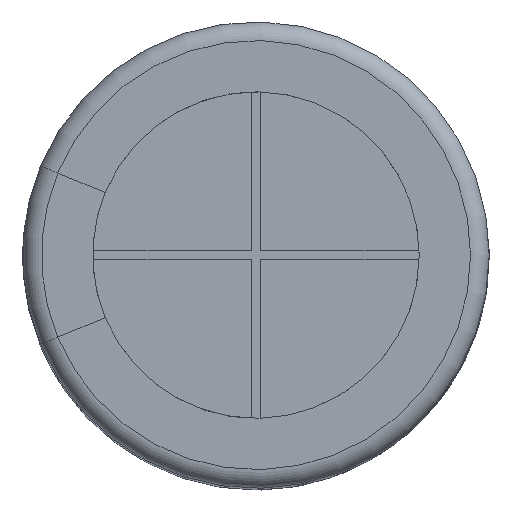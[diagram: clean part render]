
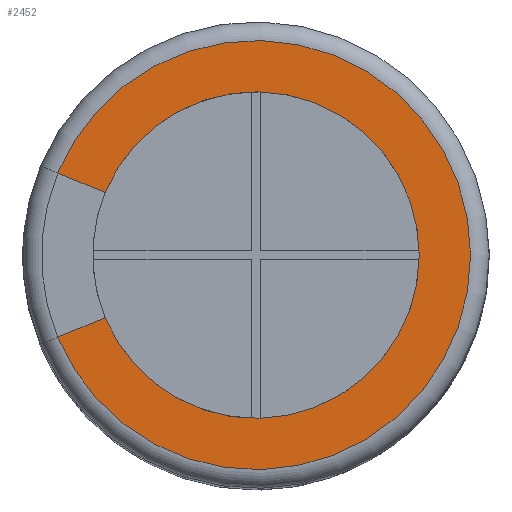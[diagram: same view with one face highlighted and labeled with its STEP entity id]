
A CAD part, top view. The second image highlights one B-rep face of the part: STEP entity #2452.
In plain terms, the highlighted planar face has unit normal (0, 0, 1).
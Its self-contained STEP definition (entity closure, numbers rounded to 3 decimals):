
#2114 = TOROIDAL_SURFACE('',#2115,2.3,0.2);
#2115 = AXIS2_PLACEMENT_3D('',#2116,#2117,#2118);
#2116 = CARTESIAN_POINT('',(0.,0.,10.8));
#2117 = DIRECTION('',(0.,0.,1.));
#2118 = DIRECTION('',(-0.924,0.383,0.));
#2131 = VERTEX_POINT('',#2132);
#2132 = CARTESIAN_POINT('',(-2.125,0.88,11.));
#2154 = VERTEX_POINT('',#2155);
#2155 = CARTESIAN_POINT('',(-2.125,-0.88,11.));
#2170 = PLANE('',#2171);
#2171 = AXIS2_PLACEMENT_3D('',#2172,#2173,#2174);
#2172 = CARTESIAN_POINT('',(0.,0.,11.));
#2173 = DIRECTION('',(0.,-0.,-1.));
#2174 = DIRECTION('',(-0.924,-0.383,0.));
#2340 = EDGE_CURVE('',#2131,#2154,#2341,.T.);
#2341 = SURFACE_CURVE('',#2342,(#2347,#2354),.PCURVE_S1.);
#2342 = CIRCLE('',#2343,2.3);
#2343 = AXIS2_PLACEMENT_3D('',#2344,#2345,#2346);
#2344 = CARTESIAN_POINT('',(0.,0.,11.));
#2345 = DIRECTION('',(0.,0.,-1.));
#2346 = DIRECTION('',(-0.924,0.383,0.));
#2347 = PCURVE('',#2114,#2348);
#2348 = DEFINITIONAL_REPRESENTATION('',(#2349),#2353);
#2349 = LINE('',#2350,#2351);
#2350 = CARTESIAN_POINT('',(-0.,1.571));
#2351 = VECTOR('',#2352,1.);
#2352 = DIRECTION('',(-1.,0.));
#2353 = ( GEOMETRIC_REPRESENTATION_CONTEXT(2)
PARAMETRIC_REPRESENTATION_CONTEXT() REPRESENTATION_CONTEXT('2D SPACE',''
) );
#2354 = PCURVE('',#2355,#2360);
#2355 = PLANE('',#2356);
#2356 = AXIS2_PLACEMENT_3D('',#2357,#2358,#2359);
#2357 = CARTESIAN_POINT('',(0.,0.,11.));
#2358 = DIRECTION('',(-0.,0.,-1.));
#2359 = DIRECTION('',(-0.924,0.383,0.));
#2360 = DEFINITIONAL_REPRESENTATION('',(#2361),#2365);
#2361 = CIRCLE('',#2362,2.3);
#2362 = AXIS2_PLACEMENT_2D('',#2363,#2364);
#2363 = CARTESIAN_POINT('',(0.,0.));
#2364 = DIRECTION('',(1.,0.));
#2365 = ( GEOMETRIC_REPRESENTATION_CONTEXT(2)
PARAMETRIC_REPRESENTATION_CONTEXT() REPRESENTATION_CONTEXT('2D SPACE',''
) );
#2372 = EDGE_CURVE('',#2131,#2373,#2375,.T.);
#2373 = VERTEX_POINT('',#2374);
#2374 = CARTESIAN_POINT('',(-1.617,0.67,11.));
#2375 = SURFACE_CURVE('',#2376,(#2380,#2387),.PCURVE_S1.);
#2376 = LINE('',#2377,#2378);
#2377 = CARTESIAN_POINT('',(-2.125,0.88,11.));
#2378 = VECTOR('',#2379,1.);
#2379 = DIRECTION('',(0.924,-0.383,0.));
#2380 = PCURVE('',#2170,#2381);
#2381 = DEFINITIONAL_REPRESENTATION('',(#2382),#2386);
#2382 = LINE('',#2383,#2384);
#2383 = CARTESIAN_POINT('',(1.626,1.626));
#2384 = VECTOR('',#2385,1.);
#2385 = DIRECTION('',(-0.707,-0.707));
#2386 = ( GEOMETRIC_REPRESENTATION_CONTEXT(2)
PARAMETRIC_REPRESENTATION_CONTEXT() REPRESENTATION_CONTEXT('2D SPACE',''
) );
#2387 = PCURVE('',#2355,#2388);
#2388 = DEFINITIONAL_REPRESENTATION('',(#2389),#2393);
#2389 = LINE('',#2390,#2391);
#2390 = CARTESIAN_POINT('',(2.3,0.));
#2391 = VECTOR('',#2392,1.);
#2392 = DIRECTION('',(-1.,0.));
#2393 = ( GEOMETRIC_REPRESENTATION_CONTEXT(2)
PARAMETRIC_REPRESENTATION_CONTEXT() REPRESENTATION_CONTEXT('2D SPACE',''
) );
#2396 = VERTEX_POINT('',#2397);
#2397 = CARTESIAN_POINT('',(-1.617,-0.67,11.));
#2424 = EDGE_CURVE('',#2154,#2396,#2425,.T.);
#2425 = SURFACE_CURVE('',#2426,(#2430,#2437),.PCURVE_S1.);
#2426 = LINE('',#2427,#2428);
#2427 = CARTESIAN_POINT('',(-2.125,-0.88,11.));
#2428 = VECTOR('',#2429,1.);
#2429 = DIRECTION('',(0.924,0.383,0.));
#2430 = PCURVE('',#2170,#2431);
#2431 = DEFINITIONAL_REPRESENTATION('',(#2432),#2436);
#2432 = LINE('',#2433,#2434);
#2433 = CARTESIAN_POINT('',(2.3,0.));
#2434 = VECTOR('',#2435,1.);
#2435 = DIRECTION('',(-1.,0.));
#2436 = ( GEOMETRIC_REPRESENTATION_CONTEXT(2)
PARAMETRIC_REPRESENTATION_CONTEXT() REPRESENTATION_CONTEXT('2D SPACE',''
) );
#2437 = PCURVE('',#2355,#2438);
#2438 = DEFINITIONAL_REPRESENTATION('',(#2439),#2443);
#2439 = LINE('',#2440,#2441);
#2440 = CARTESIAN_POINT('',(1.626,-1.626));
#2441 = VECTOR('',#2442,1.);
#2442 = DIRECTION('',(-0.707,0.707));
#2443 = ( GEOMETRIC_REPRESENTATION_CONTEXT(2)
PARAMETRIC_REPRESENTATION_CONTEXT() REPRESENTATION_CONTEXT('2D SPACE',''
) );
#2452 = ADVANCED_FACE('',(#2453),#2355,.F.);
#2453 = FACE_BOUND('',#2454,.F.);
#2454 = EDGE_LOOP('',(#2455,#2456,#2457,#2484));
#2455 = ORIENTED_EDGE('',*,*,#2340,.T.);
#2456 = ORIENTED_EDGE('',*,*,#2424,.T.);
#2457 = ORIENTED_EDGE('',*,*,#2458,.F.);
#2458 = EDGE_CURVE('',#2373,#2396,#2459,.T.);
#2459 = SURFACE_CURVE('',#2460,(#2465,#2472),.PCURVE_S1.);
#2460 = CIRCLE('',#2461,1.75);
#2461 = AXIS2_PLACEMENT_3D('',#2462,#2463,#2464);
#2462 = CARTESIAN_POINT('',(0.,0.,11.));
#2463 = DIRECTION('',(0.,0.,-1.));
#2464 = DIRECTION('',(-0.924,0.383,0.));
#2465 = PCURVE('',#2355,#2466);
#2466 = DEFINITIONAL_REPRESENTATION('',(#2467),#2471);
#2467 = CIRCLE('',#2468,1.75);
#2468 = AXIS2_PLACEMENT_2D('',#2469,#2470);
#2469 = CARTESIAN_POINT('',(0.,0.));
#2470 = DIRECTION('',(1.,0.));
#2471 = ( GEOMETRIC_REPRESENTATION_CONTEXT(2)
PARAMETRIC_REPRESENTATION_CONTEXT() REPRESENTATION_CONTEXT('2D SPACE',''
) );
#2472 = PCURVE('',#2473,#2478);
#2473 = CYLINDRICAL_SURFACE('',#2474,1.75);
#2474 = AXIS2_PLACEMENT_3D('',#2475,#2476,#2477);
#2475 = CARTESIAN_POINT('',(0.,0.,11.));
#2476 = DIRECTION('',(-0.,0.,-1.));
#2477 = DIRECTION('',(-0.924,0.383,0.));
#2478 = DEFINITIONAL_REPRESENTATION('',(#2479),#2483);
#2479 = LINE('',#2480,#2481);
#2480 = CARTESIAN_POINT('',(0.,0.));
#2481 = VECTOR('',#2482,1.);
#2482 = DIRECTION('',(1.,0.));
#2483 = ( GEOMETRIC_REPRESENTATION_CONTEXT(2)
PARAMETRIC_REPRESENTATION_CONTEXT() REPRESENTATION_CONTEXT('2D SPACE',''
) );
#2484 = ORIENTED_EDGE('',*,*,#2372,.F.);
